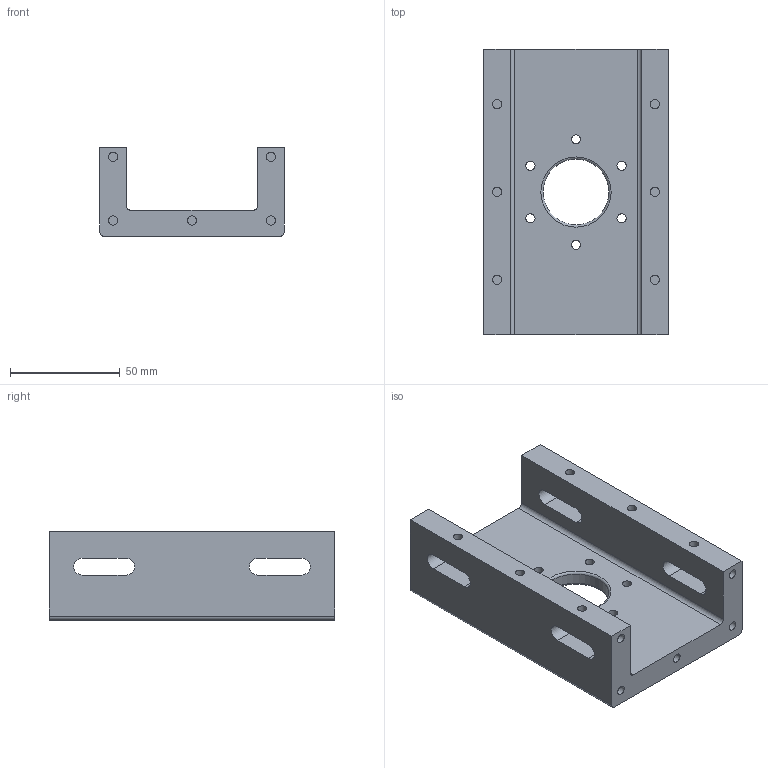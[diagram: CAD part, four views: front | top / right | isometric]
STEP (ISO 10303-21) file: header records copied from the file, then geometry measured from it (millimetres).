
FILE_DESCRIPTION(/* description */ ('Unknown'),/* implementation_level */ '2;1');
FILE_NAME(/* name */ 'alumiiniumist keeraja korpus',/* time_stamp */ '2021-05-19T10:36:45+03:00',/* author */ ('Unknown'),/* organization */ ('Unknown'),/* preprocessor_version */ 'ST-DEVELOPER v16.7',/* originating_system */ 'Solid Edge',/* authorisation */ 'Unknown');
FILE_SCHEMA (('AUTOMOTIVE_DESIGN {1 0 10303 214 3 1 1}'));
Length unit declared in the file: millimetre
Products named in the file (1): alumiiniumist keeraja korpus
Bounding box: 84 x 130 x 40.5 mm (x, y, z)
Volume: 185509.2 mm3; surface area: 47486.3 mm2
Topology: 1 solids, 1 shells, 87 faces, 207 edges, 135 vertices
Faces by surface type: cylinder 52, plane 31, torus 4
Full cylindrical faces by diameter (mm): 4.2 x38, 30 x1, 64 x1
Entity records: 2915 total; most frequent: DIRECTION 420, CARTESIAN_POINT 364, ORIENTED_EDGE 304, AXIS2_PLACEMENT_3D 180, EDGE_LOOP 174, FACE_BOUND 174, EDGE_CURVE 152, VERTEX_POINT 124
